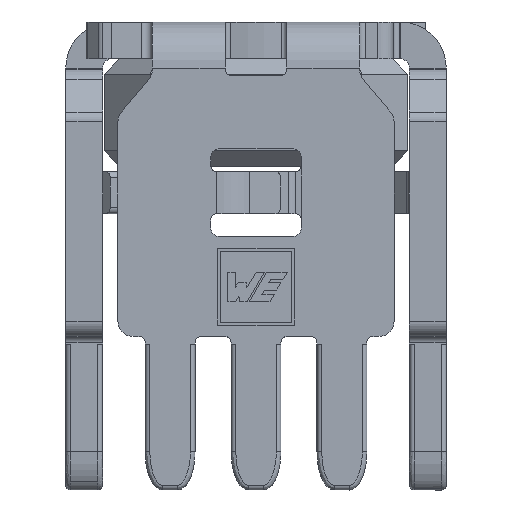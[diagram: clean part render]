
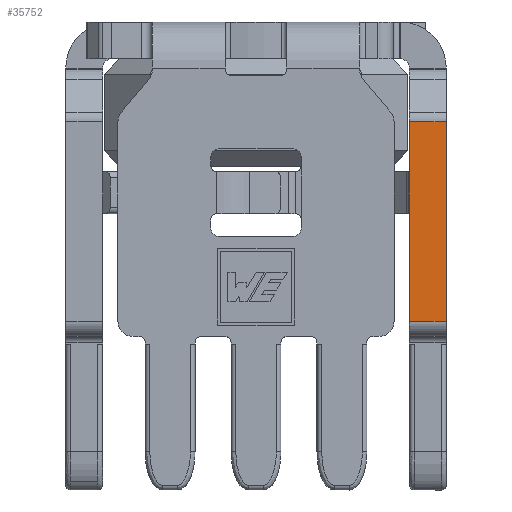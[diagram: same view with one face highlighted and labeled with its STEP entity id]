
A CAD part, left-side view. The second image highlights one B-rep face of the part: STEP entity #35752.
In plain terms, the highlighted planar face has unit normal (-1, 0, 0).
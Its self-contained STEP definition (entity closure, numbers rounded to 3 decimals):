
#4 = CARTESIAN_POINT ( 'NONE',  ( 1.7, -0.616, -3.255 ) ) ;
#2103 = ORIENTED_EDGE ( 'NONE', *, *, #18598, .F. ) ;
#2219 = VECTOR ( 'NONE', #3785, 1000. ) ;
#2868 = LINE ( 'NONE', #10412, #33428 ) ;
#3139 = VECTOR ( 'NONE', #13782, 1000. ) ;
#3785 = DIRECTION ( 'NONE',  ( 0., -1., 0. ) ) ;
#4017 = AXIS2_PLACEMENT_3D ( 'NONE', #17513, #36345, #23782 ) ;
#4758 = CARTESIAN_POINT ( 'NONE',  ( 1.7, -0.616, -9.75 ) ) ;
#7763 = VERTEX_POINT ( 'NONE', #4 ) ;
#10254 = CARTESIAN_POINT ( 'NONE',  ( 1.7, -0.616, -3.255 ) ) ;
#10412 = CARTESIAN_POINT ( 'NONE',  ( 1.7, -0.616, -9.75 ) ) ;
#10535 = VECTOR ( 'NONE', #33119, 1000. ) ;
#11834 = LINE ( 'NONE', #34936, #2219 ) ;
#12647 = FACE_OUTER_BOUND ( 'NONE', #14560, .T. ) ;
#13537 = DIRECTION ( 'NONE',  ( 0., -1., 0. ) ) ;
#13782 = DIRECTION ( 'NONE',  ( 0., 0., -1. ) ) ;
#14416 = LINE ( 'NONE', #29898, #10535 ) ;
#14560 = EDGE_LOOP ( 'NONE', ( #22590, #2103, #19499, #31525 ) ) ;
#14720 = VERTEX_POINT ( 'NONE', #15094 ) ;
#15094 = CARTESIAN_POINT ( 'NONE',  ( 1.7, -1.816, -3.255 ) ) ;
#15807 = VERTEX_POINT ( 'NONE', #36166 ) ;
#17513 = CARTESIAN_POINT ( 'NONE',  ( 1.7, -0.616, -3.255 ) ) ;
#17689 = LINE ( 'NONE', #10254, #3139 ) ;
#18598 = EDGE_CURVE ( 'NONE', #7763, #14720, #11834, .T. ) ;
#19499 = ORIENTED_EDGE ( 'NONE', *, *, #32414, .T. ) ;
#22590 = ORIENTED_EDGE ( 'NONE', *, *, #39192, .F. ) ;
#23782 = DIRECTION ( 'NONE',  ( 0., 0., 1. ) ) ;
#24618 = EDGE_CURVE ( 'NONE', #39111, #15807, #2868, .T. ) ;
#29898 = CARTESIAN_POINT ( 'NONE',  ( 1.7, -1.816, -3.255 ) ) ;
#31525 = ORIENTED_EDGE ( 'NONE', *, *, #24618, .T. ) ;
#32414 = EDGE_CURVE ( 'NONE', #7763, #39111, #17689, .T. ) ;
#33119 = DIRECTION ( 'NONE',  ( 0., 0., -1. ) ) ;
#33428 = VECTOR ( 'NONE', #13537, 1000. ) ;
#34936 = CARTESIAN_POINT ( 'NONE',  ( 1.7, -0.616, -3.255 ) ) ;
#35752 = ADVANCED_FACE ( 'NONE', ( #12647 ), #36211, .T. ) ;
#36166 = CARTESIAN_POINT ( 'NONE',  ( 1.7, -1.816, -9.75 ) ) ;
#36211 = PLANE ( 'NONE',  #4017 ) ;
#36345 = DIRECTION ( 'NONE',  ( -1., 0., 0. ) ) ;
#39111 = VERTEX_POINT ( 'NONE', #4758 ) ;
#39192 = EDGE_CURVE ( 'NONE', #14720, #15807, #14416, .T. ) ;
